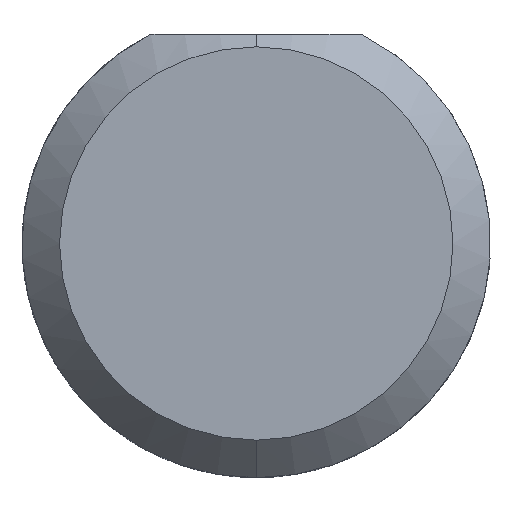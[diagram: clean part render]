
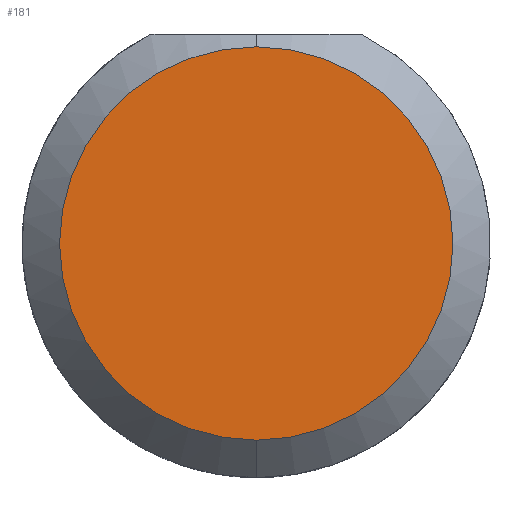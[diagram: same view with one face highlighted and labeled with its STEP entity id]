
A CAD part, left-side view. The second image highlights one B-rep face of the part: STEP entity #181.
In plain terms, the highlighted planar face has unit normal (-1, 0, 0).
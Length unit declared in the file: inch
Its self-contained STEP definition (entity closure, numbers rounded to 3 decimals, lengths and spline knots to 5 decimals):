
#5 = CARTESIAN_POINT ( 'NONE',  ( 0., 0., 0. ) ) ;
#56 = EDGE_CURVE ( 'NONE', #253, #98, #246, .T. ) ;
#69 = DIRECTION ( 'NONE',  ( 0., 0., -1. ) ) ;
#72 = EDGE_CURVE ( 'NONE', #98, #253, #76, .T. ) ;
#76 = CIRCLE ( 'NONE', #445, 0.0786 ) ;
#98 = VERTEX_POINT ( 'NONE', #524 ) ;
#157 = DIRECTION ( 'NONE',  ( 0., 0., 1. ) ) ;
#181 = ADVANCED_FACE ( 'NONE', ( #492 ), #439, .F. ) ;
#205 = DIRECTION ( 'NONE',  ( 0., 0., 1. ) ) ;
#212 = DIRECTION ( 'NONE',  ( -1., 0., 0. ) ) ;
#222 = AXIS2_PLACEMENT_3D ( 'NONE', #5, #582, #69 ) ;
#246 = CIRCLE ( 'NONE', #256, 0.0786 ) ;
#253 = VERTEX_POINT ( 'NONE', #664 ) ;
#255 = EDGE_LOOP ( 'NONE', ( #562, #464 ) ) ;
#256 = AXIS2_PLACEMENT_3D ( 'NONE', #576, #264, #205 ) ;
#264 = DIRECTION ( 'NONE',  ( -1., 0., 0. ) ) ;
#429 = CARTESIAN_POINT ( 'NONE',  ( 0., 0., 0. ) ) ;
#439 = PLANE ( 'NONE',  #222 ) ;
#445 = AXIS2_PLACEMENT_3D ( 'NONE', #429, #212, #157 ) ;
#464 = ORIENTED_EDGE ( 'NONE', *, *, #72, .T. ) ;
#492 = FACE_OUTER_BOUND ( 'NONE', #255, .T. ) ;
#524 = CARTESIAN_POINT ( 'NONE',  ( 0., 0., 0.0786 ) ) ;
#562 = ORIENTED_EDGE ( 'NONE', *, *, #56, .T. ) ;
#576 = CARTESIAN_POINT ( 'NONE',  ( 0., 0., 0. ) ) ;
#582 = DIRECTION ( 'NONE',  ( 1., 0., 0. ) ) ;
#664 = CARTESIAN_POINT ( 'NONE',  ( 0., 0., -0.0786 ) ) ;
